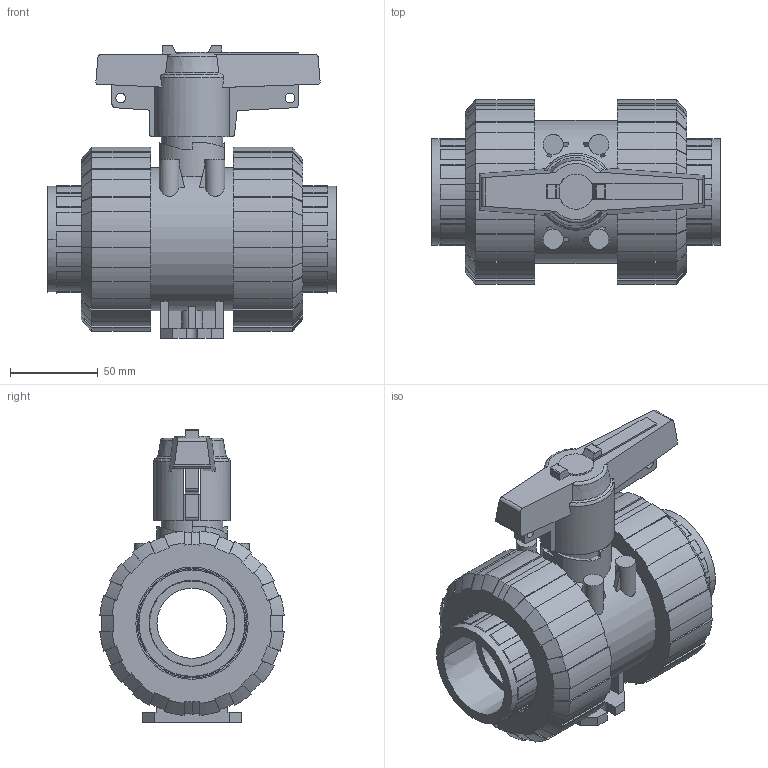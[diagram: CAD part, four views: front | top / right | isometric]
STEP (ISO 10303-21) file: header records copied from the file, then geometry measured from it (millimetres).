
FILE_DESCRIPTION(('STEP AP214'),'1');
FILE_NAME('cctmp_770E78E9-17FE-4E25-B9F0-83201C76C281_2021_10_21_12_35_32_0185..stp','2021-10-21T10:35:32',('Praher Valves GmbH'),('CADClick - www.CADClick.com'),'Spatial InterOp 3D',' ','unknown authorization');
FILE_SCHEMA(('AUTOMOTIVE_DESIGN'));
Length unit declared in the file: millimetre
Products named in the file (7): cc_unnamed; 124096_5; 124096_4; 124096_3; 124096_2; 124096_1; 124096
Assembly tree (6 placements, depth 2):
  cc_unnamed
    124096_5
    124096_4
    124096_3
    124096_2
    124096_1
    124096
Bounding box: 164.4 x 105.12 x 166.87 mm (x, y, z)
Volume: 919730.6 mm3; surface area: 187466.3 mm2
Topology: 6 solids, 6 shells, 616 faces, 1780 edges, 1186 vertices
Faces by surface type: plane 318, cylinder 170, cone 120, torus 8
Entity records: 26133 total; most frequent: CARTESIAN_POINT 4808, ORIENTED_EDGE 3560, DIRECTION 3378, EDGE_CURVE 1780, AXIS2_PLACEMENT_3D 1229, VERTEX_POINT 1186, LINE 920, VECTOR 920
